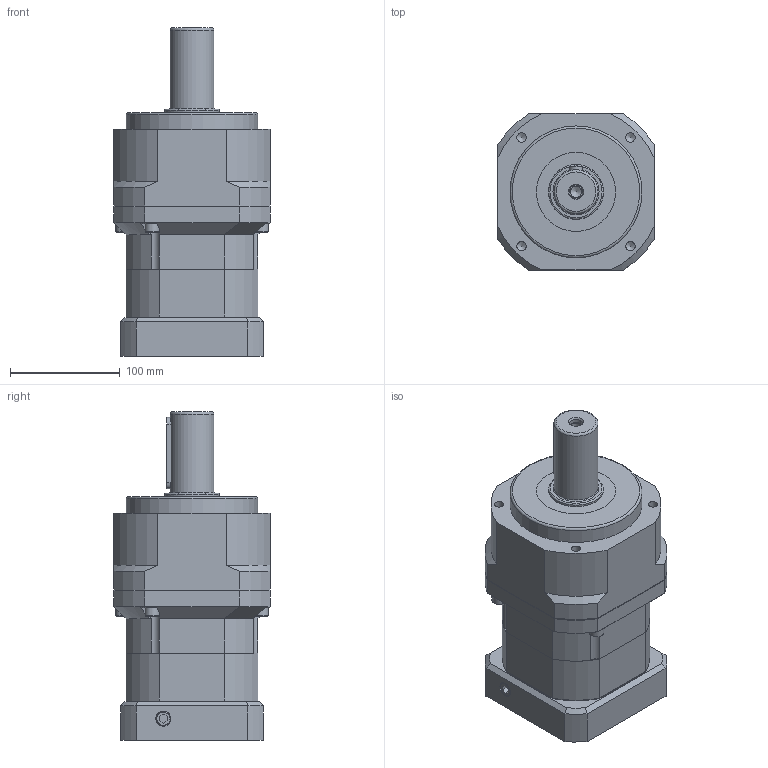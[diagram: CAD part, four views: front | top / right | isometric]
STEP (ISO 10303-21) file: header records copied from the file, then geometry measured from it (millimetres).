
FILE_DESCRIPTION((''),'2;1');
FILE_NAME('KSE-142-2.stp','2012-02-15T10:57:42',('young'),(''),'Autodesk Inventor 2012','Autodesk Inventor 2012','');
FILE_SCHEMA(('AUTOMOTIVE_DESIGN { 1 0 10303 214 1 1 1 1 }'));
Length unit declared in the file: millimetre
Products named in the file (1): KSE-142-2
Bounding box: 142 x 142 x 298.5 mm (x, y, z)
Volume: 3028021.9 mm3; surface area: 337689.7 mm2
Topology: 21 solids, 21 shells, 653 faces, 1544 edges, 977 vertices
Faces by surface type: plane 335, cylinder 174, cone 87, bspline 33, torus 22, sphere 2
Full cylindrical faces by diameter (mm): 4.5 x4, 5 x4, 6.8 x9, 7 x4, 8 x13, 8.5 x12, 9 x1, 10.2 x1, 11.125 x2, 12 x1, 13 x11, 28.2 x1, 29.9 x1, 38.2 x1, 39.8 x1, 40 x2, 49 x1, 49.8 x1, 50 x1, 55 x2, 72 x2, 90 x1, 105 x2, 120 x1
Entity records: 20104 total; most frequent: CARTESIAN_POINT 5777, DIRECTION 2955, ORIENTED_EDGE 2702, EDGE_CURVE 1351, AXIS2_PLACEMENT_3D 1123, VERTEX_POINT 938, EDGE_LOOP 891, VECTOR 709
